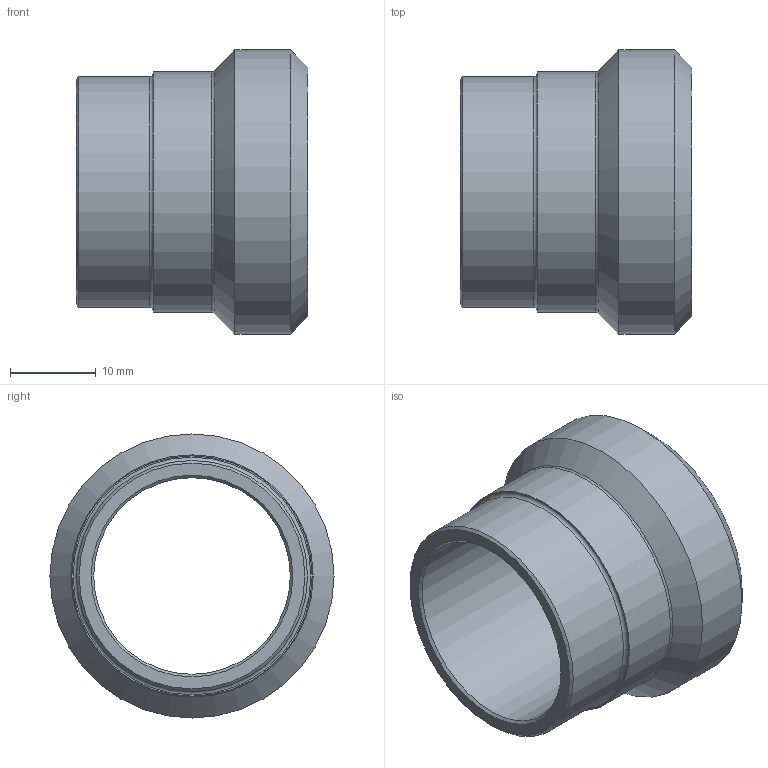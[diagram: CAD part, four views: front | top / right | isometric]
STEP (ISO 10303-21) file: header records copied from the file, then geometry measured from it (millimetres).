
FILE_DESCRIPTION(/* description */ (''),/* implementation_level */ '2;1');
FILE_NAME(/* name */ '3D_R666-SG-26.9-DN25_17113742.stp',/* time_stamp */ '2021-06-22T13:26:28+02:00',/* author */ ('cad'),/* organization */ (''),/* preprocessor_version */ 'ST-DEVELOPER v18.1',/* originating_system */ 'Autodesk Inventor 2022',/* authorisation */ '');
FILE_SCHEMA (('AUTOMOTIVE_DESIGN { 1 0 10303 214 3 1 1 }'));
Length unit declared in the file: millimetre
Products named in the file (1): 3D_R666-SG-26.9-DN25_17113742
Bounding box: 27 x 33.1 x 33.1 mm (x, y, z)
Volume: 7217.3 mm3; surface area: 4983.6 mm2
Topology: 1 solids, 1 shells, 14 faces, 31 edges, 20 vertices
Faces by surface type: cone 5, cylinder 4, plane 3, torus 2
Full cylindrical faces by diameter (mm): 22.9 x1, 26.9 x1, 28 x1, 33.1 x1
Entity records: 446 total; most frequent: DIRECTION 83, CARTESIAN_POINT 66, ORIENTED_EDGE 62, AXIS2_PLACEMENT_3D 37, EDGE_CURVE 31, CIRCLE 22, VERTEX_POINT 20, EDGE_LOOP 17
